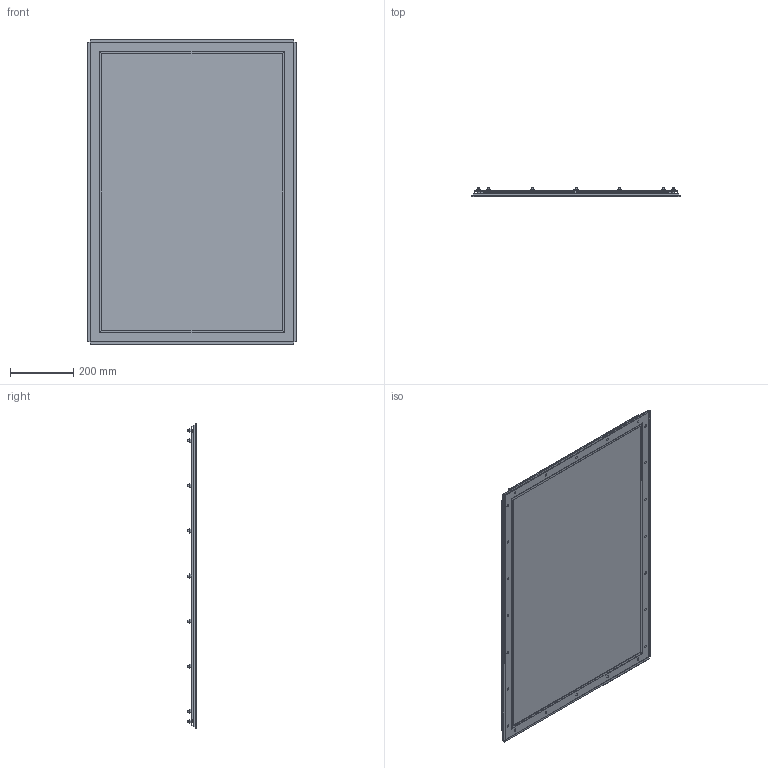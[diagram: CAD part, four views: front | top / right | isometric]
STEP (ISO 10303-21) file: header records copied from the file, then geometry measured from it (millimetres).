
FILE_DESCRIPTION (( 'STEP AP203' ), '1' );
FILE_NAME ('1481WN43523_Default.step', '2019-11-12T17:56:38', ( '' ), ( '' ), 'SwSTEP 2.0', 'SolidWorks 2019', '' );
FILE_SCHEMA (( 'CONFIG_CONTROL_DESIGN' ));
Length unit declared in the file: inch
Products named in the file (1): 1481WN43523_Default
Bounding box: 661.03 x 27.23 x 965.84 mm (x, y, z)
Volume: 4188630.2 mm3; surface area: 1897413 mm2
Topology: 55 solids, 55 shells, 914 faces, 1980 edges, 1200 vertices
Faces by surface type: plane 378, cone 312, cylinder 216, bspline 8
Entity records: 25751 total; most frequent: CARTESIAN_POINT 6311, ORIENTED_EDGE 3960, DIRECTION 3930, EDGE_CURVE 1980, AXIS2_PLACEMENT_3D 1635, VERTEX_POINT 1200, EDGE_LOOP 1038, ADVANCED_FACE 914
